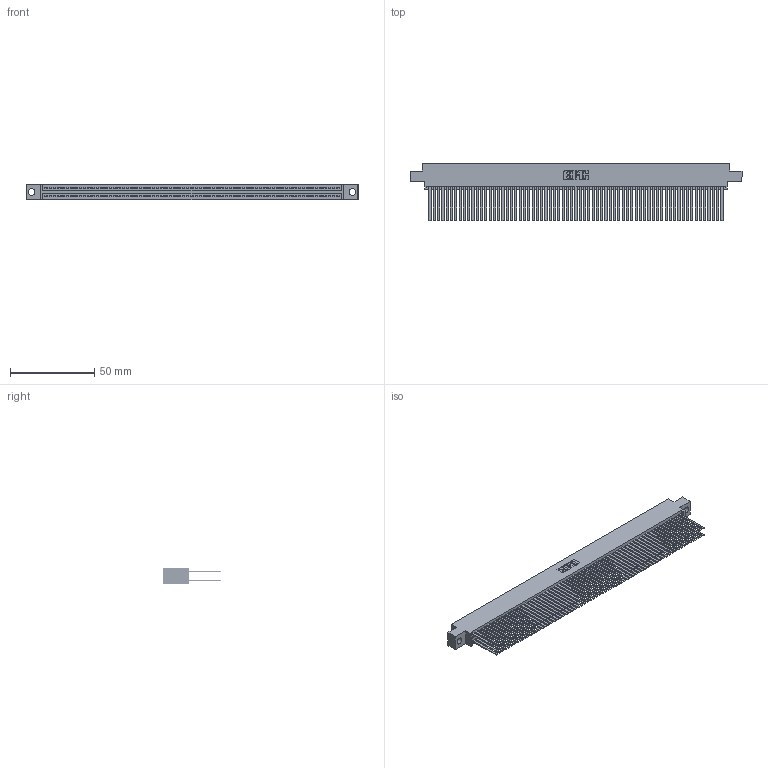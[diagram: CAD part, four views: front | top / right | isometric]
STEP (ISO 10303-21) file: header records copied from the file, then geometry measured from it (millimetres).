
FILE_DESCRIPTION (( 'STEP AP203' ), '1' );
FILE_NAME ('345-138-544-804.STEP', '2018-10-20T19:45:11', ( '' ), ( '' ), 'SwSTEP 2.0', 'SolidWorks 2016', '' );
FILE_SCHEMA (( 'CONFIG_CONTROL_DESIGN' ));
Length unit declared in the file: inch
Products named in the file (3): 345-292-001_345-293-144; 345-138-544-804; 345 Part_0.170 Offset - 0.156 Dia-TH
Assembly tree (139 placements, depth 2):
  345-138-544-804
    345 Part_0.170 Offset - 0.156 Dia-TH
    345-292-001_345-293-144  x138
Bounding box: 196.47 x 33.96 x 9.4 mm (x, y, z)
Volume: 21069.1 mm3; surface area: 37295.1 mm2
Topology: 139 solids, 139 shells, 6202 faces, 18431 edges, 12102 vertices
Faces by surface type: plane 4086, cylinder 2116
Entity records: 50455 total; most frequent: CARTESIAN_POINT 8432, ORIENTED_EDGE 8366, DIRECTION 7399, EDGE_CURVE 4183, LINE 3779, VECTOR 3779, VERTEX_POINT 2786, AXIS2_PLACEMENT_3D 1810
